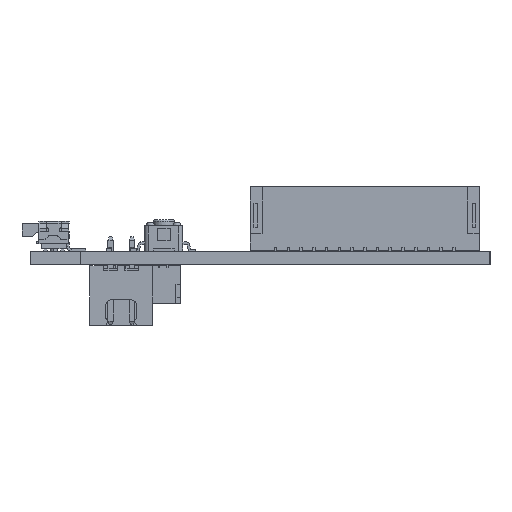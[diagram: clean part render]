
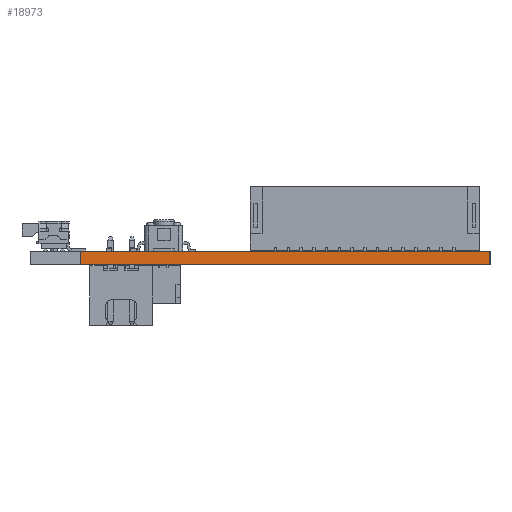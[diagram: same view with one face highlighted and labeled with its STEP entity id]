
A CAD part, left-side view. The second image highlights one B-rep face of the part: STEP entity #18973.
In plain terms, the highlighted planar face has unit normal (-1, 0, 0).
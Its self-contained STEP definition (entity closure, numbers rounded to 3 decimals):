
#1630 = VERTEX_POINT ( 'NONE', #19516 ) ;
#1989 = CARTESIAN_POINT ( 'NONE',  ( -33.147, -49.174, 0. ) ) ;
#4284 = ORIENTED_EDGE ( 'NONE', *, *, #34482, .T. ) ;
#6323 = AXIS2_PLACEMENT_3D ( 'NONE', #23817, #23643, #24352 ) ;
#6632 = VECTOR ( 'NONE', #9005, 1000. ) ;
#7062 = DIRECTION ( 'NONE',  ( 0., 0., 1. ) ) ;
#7558 = CARTESIAN_POINT ( 'NONE',  ( -33.147, -1., 0. ) ) ;
#8371 = CARTESIAN_POINT ( 'NONE',  ( -33.147, -1., 0. ) ) ;
#8624 = VERTEX_POINT ( 'NONE', #32803 ) ;
#9005 = DIRECTION ( 'NONE',  ( 0., 0., 1. ) ) ;
#10114 = CARTESIAN_POINT ( 'NONE',  ( -33.147, -1., 1.6 ) ) ;
#12653 = ORIENTED_EDGE ( 'NONE', *, *, #19786, .F. ) ;
#13134 = FACE_OUTER_BOUND ( 'NONE', #21770, .T. ) ;
#14409 = CARTESIAN_POINT ( 'NONE',  ( -33.147, -49.174, 0. ) ) ;
#14941 = LINE ( 'NONE', #1989, #24557 ) ;
#16109 = ORIENTED_EDGE ( 'NONE', *, *, #24538, .T. ) ;
#16217 = CARTESIAN_POINT ( 'NONE',  ( -33.147, -1., 1.6 ) ) ;
#16851 = ORIENTED_EDGE ( 'NONE', *, *, #34394, .F. ) ;
#16989 = VECTOR ( 'NONE', #18678, 1000. ) ;
#18678 = DIRECTION ( 'NONE',  ( 0., -1., 0. ) ) ;
#18973 = ADVANCED_FACE ( 'NONE', ( #13134 ), #32404, .F. ) ;
#19516 = CARTESIAN_POINT ( 'NONE',  ( -33.147, -49.174, 1.6 ) ) ;
#19786 = EDGE_CURVE ( 'NONE', #25302, #1630, #31981, .T. ) ;
#21110 = VECTOR ( 'NONE', #31730, 1000. ) ;
#21770 = EDGE_LOOP ( 'NONE', ( #16109, #4284, #12653, #16851 ) ) ;
#22478 = LINE ( 'NONE', #8371, #6632 ) ;
#23643 = DIRECTION ( 'NONE',  ( 1., 0., 0. ) ) ;
#23817 = CARTESIAN_POINT ( 'NONE',  ( -33.147, -1., 0. ) ) ;
#24352 = DIRECTION ( 'NONE',  ( 0., 1., 0. ) ) ;
#24538 = EDGE_CURVE ( 'NONE', #8624, #32963, #28932, .T. ) ;
#24557 = VECTOR ( 'NONE', #7062, 1000. ) ;
#25302 = VERTEX_POINT ( 'NONE', #10114 ) ;
#28932 = LINE ( 'NONE', #7558, #21110 ) ;
#31730 = DIRECTION ( 'NONE',  ( 0., -1., 0. ) ) ;
#31981 = LINE ( 'NONE', #16217, #16989 ) ;
#32404 = PLANE ( 'NONE',  #6323 ) ;
#32803 = CARTESIAN_POINT ( 'NONE',  ( -33.147, -1., 0. ) ) ;
#32963 = VERTEX_POINT ( 'NONE', #14409 ) ;
#34394 = EDGE_CURVE ( 'NONE', #8624, #25302, #22478, .T. ) ;
#34482 = EDGE_CURVE ( 'NONE', #32963, #1630, #14941, .T. ) ;
